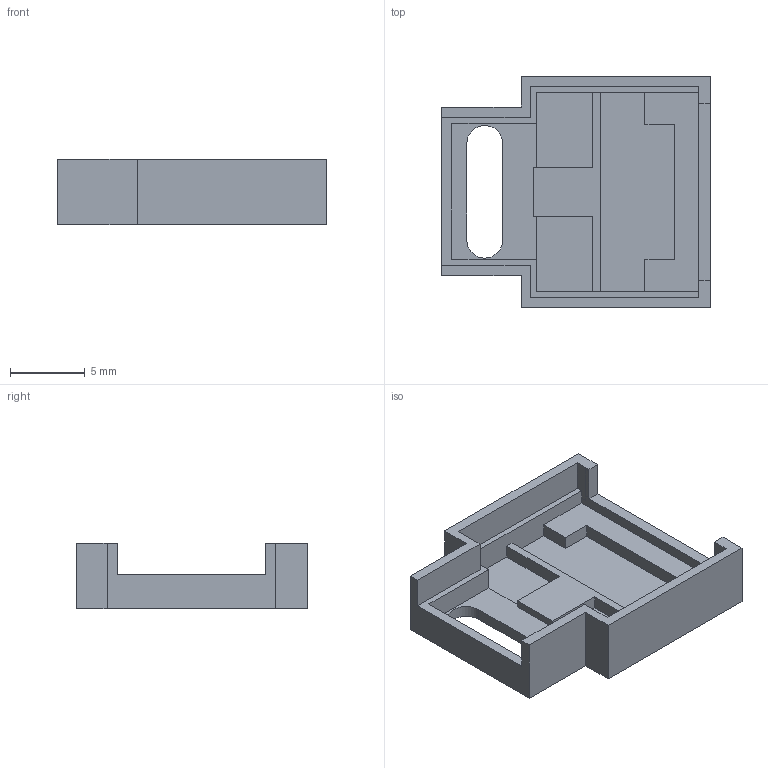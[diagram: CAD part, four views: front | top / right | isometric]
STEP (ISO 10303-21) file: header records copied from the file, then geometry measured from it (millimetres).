
FILE_DESCRIPTION(('FreeCAD Model'),'2;1');
FILE_NAME('Open CASCADE Shape Model','2025-02-05T02:01:12',(''),(''), 'Open CASCADE STEP processor 7.8','FreeCAD','Unknown');
FILE_SCHEMA(('AUTOMOTIVE_DESIGN { 1 0 10303 214 1 1 1 1 }'));
Length unit declared in the file: millimetre
Products named in the file (1): Pad130
Bounding box: 18.05 x 15.53 x 4.4 mm (x, y, z)
Volume: 327.2 mm3; surface area: 957.6 mm2
Topology: 1 solids, 1 shells, 52 faces, 152 edges, 102 vertices
Faces by surface type: plane 50, cylinder 2
Entity records: 1722 total; most frequent: CARTESIAN_POINT 307, ORIENTED_EDGE 304, DIRECTION 262, EDGE_CURVE 152, LINE 148, VECTOR 148, VERTEX_POINT 102, AXIS2_PLACEMENT_3D 57
